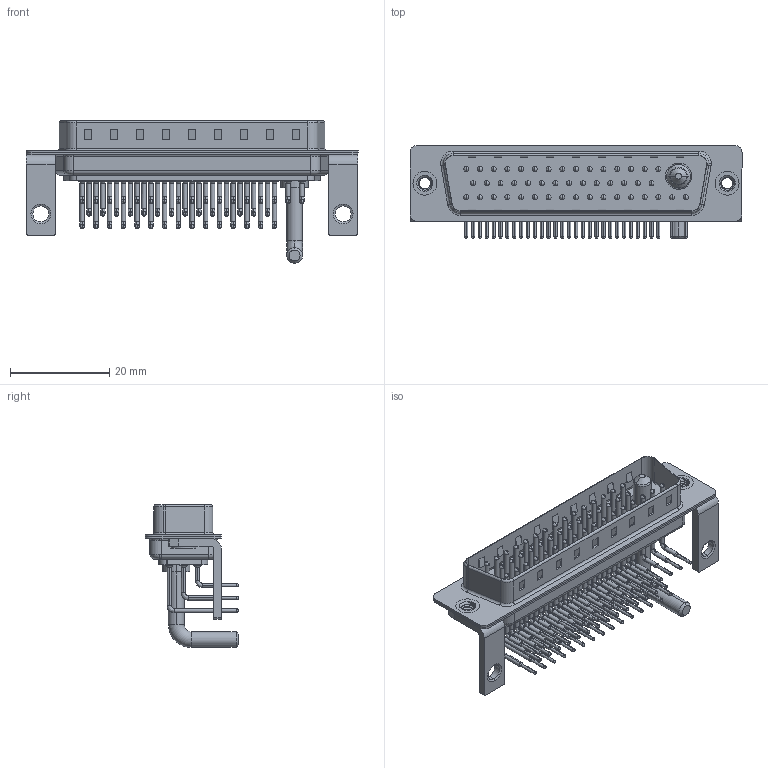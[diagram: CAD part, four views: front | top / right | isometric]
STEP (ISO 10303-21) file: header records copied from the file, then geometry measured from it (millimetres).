
FILE_DESCRIPTION (( 'STEP AP203' ), '1' );
FILE_NAME ('629-47W1650-3T4.STEP', '2022-05-19T19:12:07', ( '' ), ( '' ), 'SwSTEP 2.0', 'SolidWorks 2020', '' );
FILE_SCHEMA (( 'CONFIG_CONTROL_DESIGN' ));
Length unit declared in the file: millimetre
Products named in the file (10): 629Combo Shell Front_50 Contacts; 629Combo Threaded Rivet_3; 629Combo Housing_47W1; 629Combo Stabilizer Bracket_50 Contacts; 629-47W1650-3T4; 629Combo Contact Row 2_50 Contacts; 629Combo Shell Rear_50 Contacts; 629Combo Contact Row 1_50 Contacts; Power Pin_Ext 30A RA 50; 629Combo Contact Row 3
Assembly tree (54 placements, depth 2):
  629-47W1650-3T4
    629Combo Housing_47W1
    629Combo Shell Rear_50 Contacts
    629Combo Shell Front_50 Contacts
    629Combo Threaded Rivet_3  x2
    629Combo Stabilizer Bracket_50 Contacts  x2
    Power Pin_Ext 30A RA 50
    629Combo Contact Row 1_50 Contacts  x15
    629Combo Contact Row 2_50 Contacts  x14
    629Combo Contact Row 3  x17
Bounding box: 67 x 18.8 x 28.83 mm (x, y, z)
Volume: 5543.9 mm3; surface area: 13553 mm2
Topology: 55 solids, 55 shells, 5555 faces, 15545 edges, 10114 vertices
Faces by surface type: plane 3177, cylinder 1836, bspline 283, cone 205, torus 54
Entity records: 38088 total; most frequent: CARTESIAN_POINT 7596, DIRECTION 6223, ORIENTED_EDGE 5626, EDGE_CURVE 2813, AXIS2_PLACEMENT_3D 2304, VERTEX_POINT 1829, LINE 1615, VECTOR 1615
